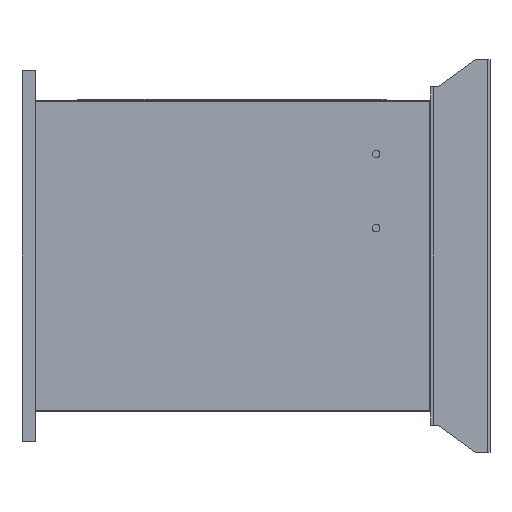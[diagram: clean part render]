
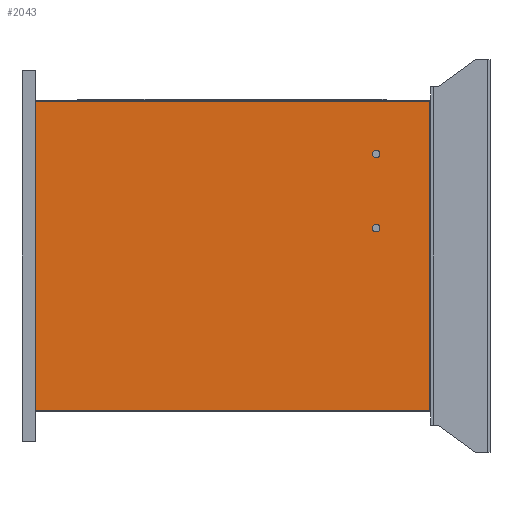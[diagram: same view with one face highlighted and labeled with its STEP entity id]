
A CAD part, left-side view. The second image highlights one B-rep face of the part: STEP entity #2043.
In plain terms, the highlighted planar face has unit normal (-1, 0, 0).
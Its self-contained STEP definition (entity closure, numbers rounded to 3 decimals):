
#23 = VERTEX_POINT ( 'NONE', #1154 ) ;
#31 = CARTESIAN_POINT ( 'NONE',  ( -300., 72., 137.5 ) ) ;
#105 = LINE ( 'NONE', #1452, #1100 ) ;
#118 = EDGE_LOOP ( 'NONE', ( #2643, #2110, #350, #2223 ) ) ;
#154 = DIRECTION ( 'NONE',  ( 0., 0., 1. ) ) ;
#155 = AXIS2_PLACEMENT_3D ( 'NONE', #455, #882, #851 ) ;
#194 = VECTOR ( 'NONE', #517, 1000. ) ;
#288 = CARTESIAN_POINT ( 'NONE',  ( -300., 531.7, 210. ) ) ;
#308 = DIRECTION ( 'NONE',  ( 0., 0., 1. ) ) ;
#309 = ORIENTED_EDGE ( 'NONE', *, *, #1216, .F. ) ;
#339 = CARTESIAN_POINT ( 'NONE',  ( -300., 72., 142.5 ) ) ;
#350 = ORIENTED_EDGE ( 'NONE', *, *, #991, .F. ) ;
#404 = VERTEX_POINT ( 'NONE', #1577 ) ;
#425 = DIRECTION ( 'NONE',  ( 0., 0., 1. ) ) ;
#455 = CARTESIAN_POINT ( 'NONE',  ( -300., 0., 0. ) ) ;
#517 = DIRECTION ( 'NONE',  ( 0., 0., 1. ) ) ;
#527 = CARTESIAN_POINT ( 'NONE',  ( -300., 531.7, 210. ) ) ;
#590 = CARTESIAN_POINT ( 'NONE',  ( -300., 531.7, -210. ) ) ;
#594 = EDGE_CURVE ( 'NONE', #23, #404, #105, .T. ) ;
#600 = EDGE_CURVE ( 'NONE', #2675, #1369, #2282, .T. ) ;
#706 = VECTOR ( 'NONE', #2398, 1000. ) ;
#725 = CARTESIAN_POINT ( 'NONE',  ( -300., 72., 132.5 ) ) ;
#817 = AXIS2_PLACEMENT_3D ( 'NONE', #923, #1575, #308 ) ;
#851 = DIRECTION ( 'NONE',  ( 0., 0., -1. ) ) ;
#882 = DIRECTION ( 'NONE',  ( 1., 0., 0. ) ) ;
#923 = CARTESIAN_POINT ( 'NONE',  ( -300., 72., 137.5 ) ) ;
#991 = EDGE_CURVE ( 'NONE', #1522, #23, #1338, .T. ) ;
#1008 = EDGE_CURVE ( 'NONE', #1714, #1037, #2321, .T. ) ;
#1037 = VERTEX_POINT ( 'NONE', #339 ) ;
#1049 = CIRCLE ( 'NONE', #1387, 5. ) ;
#1089 = ORIENTED_EDGE ( 'NONE', *, *, #1343, .F. ) ;
#1100 = VECTOR ( 'NONE', #2687, 1000. ) ;
#1137 = AXIS2_PLACEMENT_3D ( 'NONE', #2061, #1427, #154 ) ;
#1154 = CARTESIAN_POINT ( 'NONE',  ( -300., -1.5, 210. ) ) ;
#1184 = FACE_BOUND ( 'NONE', #1246, .T. ) ;
#1216 = EDGE_CURVE ( 'NONE', #1369, #2675, #2426, .T. ) ;
#1242 = EDGE_CURVE ( 'NONE', #404, #1668, #1870, .T. ) ;
#1246 = EDGE_LOOP ( 'NONE', ( #1089, #2589 ) ) ;
#1338 = LINE ( 'NONE', #527, #706 ) ;
#1343 = EDGE_CURVE ( 'NONE', #1037, #1714, #1049, .T. ) ;
#1369 = VERTEX_POINT ( 'NONE', #2122 ) ;
#1387 = AXIS2_PLACEMENT_3D ( 'NONE', #31, #1908, #425 ) ;
#1427 = DIRECTION ( 'NONE',  ( -1., 0., 0. ) ) ;
#1452 = CARTESIAN_POINT ( 'NONE',  ( -300., -1.5, 210. ) ) ;
#1522 = VERTEX_POINT ( 'NONE', #288 ) ;
#1575 = DIRECTION ( 'NONE',  ( -1., 0., 0. ) ) ;
#1577 = CARTESIAN_POINT ( 'NONE',  ( -300., -1.5, -210. ) ) ;
#1581 = CARTESIAN_POINT ( 'NONE',  ( -300., 531.7, -210. ) ) ;
#1628 = ORIENTED_EDGE ( 'NONE', *, *, #600, .F. ) ;
#1668 = VERTEX_POINT ( 'NONE', #1581 ) ;
#1714 = VERTEX_POINT ( 'NONE', #725 ) ;
#1854 = CARTESIAN_POINT ( 'NONE',  ( -300., 72., 37.5 ) ) ;
#1864 = DIRECTION ( 'NONE',  ( 0., 0., 1. ) ) ;
#1870 = LINE ( 'NONE', #590, #1998 ) ;
#1908 = DIRECTION ( 'NONE',  ( -1., 0., 0. ) ) ;
#1998 = VECTOR ( 'NONE', #2479, 1000. ) ;
#2043 = ADVANCED_FACE ( 'NONE', ( #2690, #1184, #2131 ), #2114, .F. ) ;
#2061 = CARTESIAN_POINT ( 'NONE',  ( -300., 72., 37.5 ) ) ;
#2110 = ORIENTED_EDGE ( 'NONE', *, *, #594, .F. ) ;
#2114 = PLANE ( 'NONE',  #155 ) ;
#2122 = CARTESIAN_POINT ( 'NONE',  ( -300., 72., 42.5 ) ) ;
#2131 = FACE_OUTER_BOUND ( 'NONE', #118, .T. ) ;
#2139 = CARTESIAN_POINT ( 'NONE',  ( -300., 72., 32.5 ) ) ;
#2159 = CARTESIAN_POINT ( 'NONE',  ( -300., 531.7, 210. ) ) ;
#2223 = ORIENTED_EDGE ( 'NONE', *, *, #2697, .F. ) ;
#2282 = CIRCLE ( 'NONE', #1137, 5. ) ;
#2321 = CIRCLE ( 'NONE', #817, 5. ) ;
#2398 = DIRECTION ( 'NONE',  ( 0., -1., 0. ) ) ;
#2426 = CIRCLE ( 'NONE', #2457, 5. ) ;
#2457 = AXIS2_PLACEMENT_3D ( 'NONE', #1854, #2518, #1864 ) ;
#2479 = DIRECTION ( 'NONE',  ( 0., 1., 0. ) ) ;
#2518 = DIRECTION ( 'NONE',  ( -1., 0., 0. ) ) ;
#2589 = ORIENTED_EDGE ( 'NONE', *, *, #1008, .F. ) ;
#2643 = ORIENTED_EDGE ( 'NONE', *, *, #1242, .F. ) ;
#2675 = VERTEX_POINT ( 'NONE', #2139 ) ;
#2687 = DIRECTION ( 'NONE',  ( 0., 0., -1. ) ) ;
#2690 = FACE_BOUND ( 'NONE', #2714, .T. ) ;
#2697 = EDGE_CURVE ( 'NONE', #1668, #1522, #2730, .T. ) ;
#2714 = EDGE_LOOP ( 'NONE', ( #309, #1628 ) ) ;
#2730 = LINE ( 'NONE', #2159, #194 ) ;
